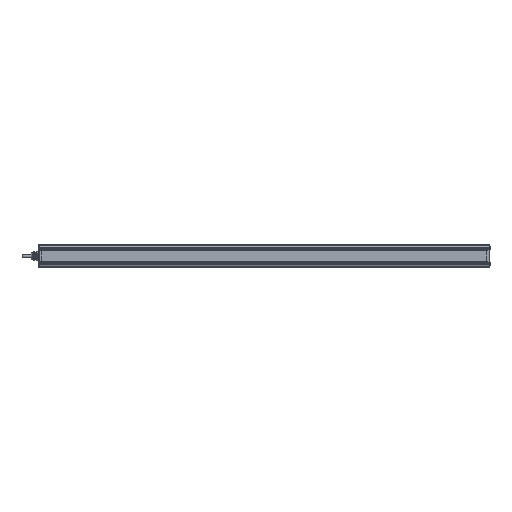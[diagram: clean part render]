
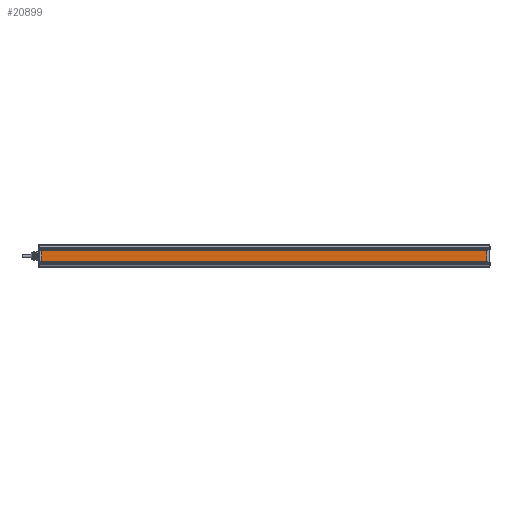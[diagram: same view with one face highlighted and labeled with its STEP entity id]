
A CAD part, front view. The second image highlights one B-rep face of the part: STEP entity #20899.
In plain terms, the highlighted planar face has unit normal (0, -1, 0).
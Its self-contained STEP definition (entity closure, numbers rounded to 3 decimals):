
#20899=ADVANCED_FACE('',(#33432),#33434,.F.);
#33432=FACE_BOUND('',#33433,.T.);
#33433=EDGE_LOOP('',(#60198,#60199,#60200,#60201));
#33434=PLANE('',#33435);
#33435=AXIS2_PLACEMENT_3D('',#33436,#33437,#33438);
#33436=CARTESIAN_POINT('',(0.,0.,0.));
#33437=DIRECTION('',(0.,1.,0.));
#33438=DIRECTION('',(0.,0.,-1.));
#60198=ORIENTED_EDGE('',*,*,#65736,.F.);
#60199=ORIENTED_EDGE('',*,*,#65733,.F.);
#60200=ORIENTED_EDGE('',*,*,#65730,.F.);
#60201=ORIENTED_EDGE('',*,*,#65726,.F.);
#65726=EDGE_CURVE('',#73311,#73312,#73313,.T.);
#65730=EDGE_CURVE('',#73312,#73319,#73320,.T.);
#65733=EDGE_CURVE('',#73319,#73324,#73325,.T.);
#65736=EDGE_CURVE('',#73324,#73311,#73329,.T.);
#73311=VERTEX_POINT('',#98765);
#73312=VERTEX_POINT('',#98766);
#73313=LINE('',#98767,#98768);
#73319=VERTEX_POINT('',#98781);
#73320=LINE('',#98782,#98783);
#73324=VERTEX_POINT('',#98792);
#73325=LINE('',#98793,#98794);
#73329=LINE('',#98803,#98804);
#98765=CARTESIAN_POINT('',(-25.705,0.,748.));
#98766=CARTESIAN_POINT('',(25.705,0.,748.));
#98767=CARTESIAN_POINT('',(-25.705,0.,748.));
#98768=VECTOR('',#98769,1.);
#98769=DIRECTION('',(1.,0.,0.));
#98781=CARTESIAN_POINT('',(25.705,0.,-748.));
#98782=CARTESIAN_POINT('',(25.705,0.,748.));
#98783=VECTOR('',#98784,1.);
#98784=DIRECTION('',(0.,0.,-1.));
#98792=CARTESIAN_POINT('',(-25.705,0.,-748.));
#98793=CARTESIAN_POINT('',(25.705,0.,-748.));
#98794=VECTOR('',#98795,1.);
#98795=DIRECTION('',(-1.,0.,0.));
#98803=CARTESIAN_POINT('',(-25.705,0.,-748.));
#98804=VECTOR('',#98805,1.);
#98805=DIRECTION('',(0.,0.,1.));
